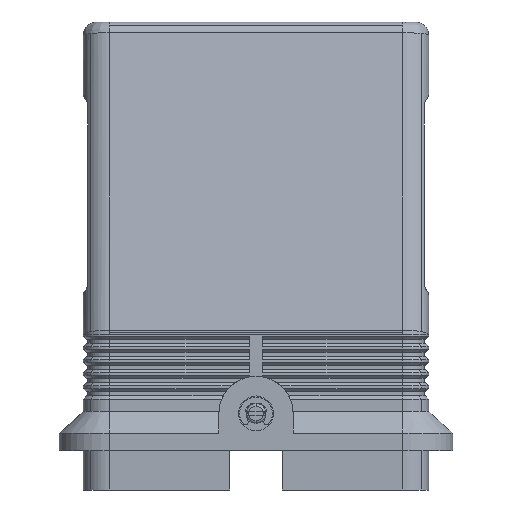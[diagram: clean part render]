
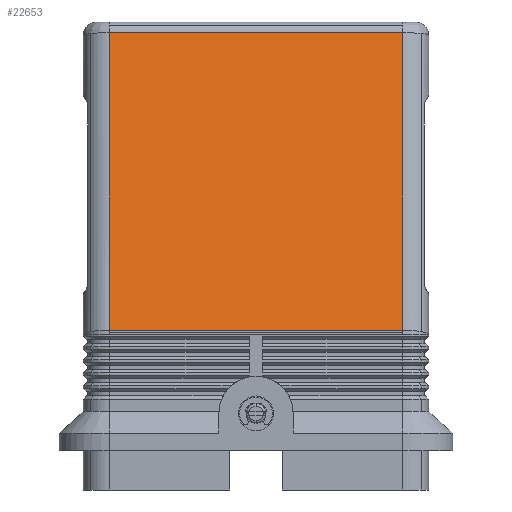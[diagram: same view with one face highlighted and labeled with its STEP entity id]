
A CAD part, left-side view. The second image highlights one B-rep face of the part: STEP entity #22653.
In plain terms, the highlighted planar face has unit normal (-0.984, 0, 0.18).
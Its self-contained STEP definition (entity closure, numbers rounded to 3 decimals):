
#363=CARTESIAN_POINT('',(-60.402,-33.5,36.536));
#364=VERTEX_POINT('',#363);
#372=CARTESIAN_POINT('',(-60.402,33.5,36.536));
#373=VERTEX_POINT('',#372);
#374=CARTESIAN_POINT('',(-60.402,-33.5,36.536));
#375=DIRECTION('',(0.0,1.0,0.0));
#376=VECTOR('',#375,67.);
#377=LINE('',#374,#376);
#378=EDGE_CURVE('',#364,#373,#377,.T.);
#22312=CARTESIAN_POINT('',(-47.95,-33.5,104.54));
#22313=VERTEX_POINT('',#22312);
#22422=CARTESIAN_POINT('',(-47.95,33.5,104.54));
#22423=VERTEX_POINT('',#22422);
#22459=CARTESIAN_POINT('',(-47.95,33.5,104.54));
#22460=DIRECTION('',(0.0,-1.0,0.0));
#22461=VECTOR('',#22460,67.);
#22462=LINE('',#22459,#22461);
#22463=EDGE_CURVE('',#22423,#22313,#22462,.T.);
#22482=CARTESIAN_POINT('',(-60.402,33.5,36.536));
#22483=DIRECTION('',(0.18,0.0,0.984));
#22484=VECTOR('',#22483,69.135);
#22485=LINE('',#22482,#22484);
#22486=EDGE_CURVE('',#373,#22423,#22485,.T.);
#22632=CARTESIAN_POINT('',(-47.95,-33.5,104.54));
#22633=DIRECTION('',(-0.18,0.0,-0.984));
#22634=VECTOR('',#22633,69.135);
#22635=LINE('',#22632,#22634);
#22636=EDGE_CURVE('',#22313,#364,#22635,.T.);
#22642=CARTESIAN_POINT('',(-47.5,0.0,107.));
#22643=DIRECTION('',(-0.984,0.0,0.18));
#22644=DIRECTION('',(0.18,0.0,0.984));
#22645=AXIS2_PLACEMENT_3D('',#22642,#22643,#22644);
#22646=PLANE('',#22645);
#22647=ORIENTED_EDGE('',*,*,#22463,.F.);
#22648=ORIENTED_EDGE('',*,*,#22486,.F.);
#22649=ORIENTED_EDGE('',*,*,#378,.F.);
#22650=ORIENTED_EDGE('',*,*,#22636,.F.);
#22651=EDGE_LOOP('',(#22647,#22648,#22649,#22650));
#22652=FACE_OUTER_BOUND('',#22651,.T.);
#22653=ADVANCED_FACE('',(#22652),#22646,.T.);
